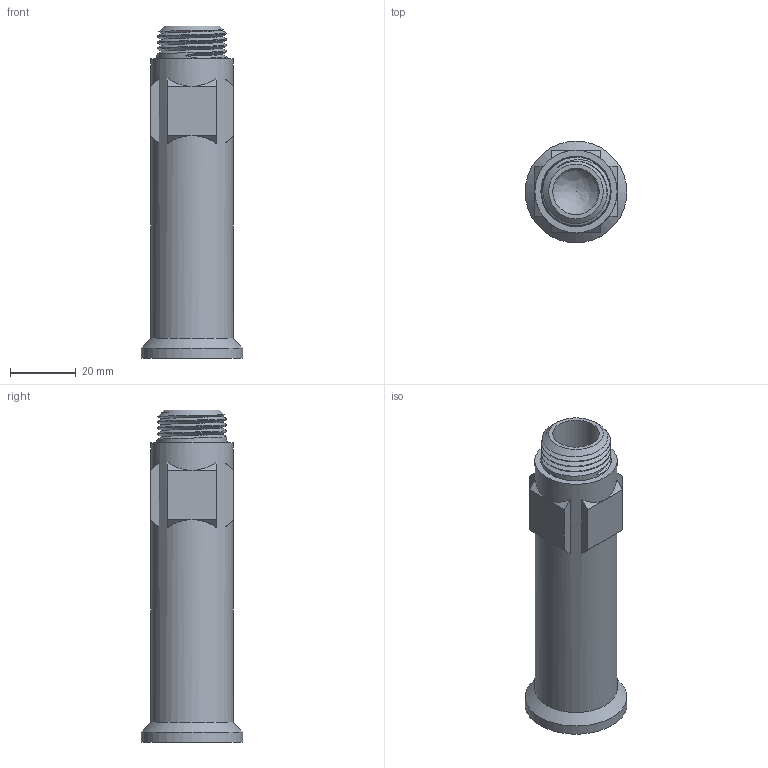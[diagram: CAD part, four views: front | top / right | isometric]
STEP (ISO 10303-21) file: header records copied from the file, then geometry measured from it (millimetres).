
FILE_DESCRIPTION(/* description */ (''),/* implementation_level */ '2;1');
FILE_NAME(/* name */ 'tube_042.step',/* time_stamp */ '2025-08-28T18:05:05-06:00',/* author */ (''),/* organization */ (''),/* preprocessor_version */ 'ST-DEVELOPER v20.1',/* originating_system */ 'Autodesk Translation Framework v14.10.0.0',/* authorisation */ '');
FILE_SCHEMA (('AUTOMOTIVE_DESIGN { 1 0 10303 214 3 1 1 }'));
Length unit declared in the file: millimetre
Products named in the file (1): Pressure Tube
Bounding box: 30.9 x 30.9 x 100.8 mm (x, y, z)
Volume: 26690.5 mm3; surface area: 15029.4 mm2
Topology: 1 solids, 1 shells, 116 faces, 300 edges, 196 vertices
Faces by surface type: plane 60, bspline 42, cone 8, cylinder 6
Full cylindrical faces by diameter (mm): 14.107 x1, 18.396 x1, 25 x1, 30.9 x1
Entity records: 6630 total; most frequent: CARTESIAN_POINT 4040, ORIENTED_EDGE 598, DIRECTION 395, EDGE_CURVE 299, VERTEX_POINT 196, LINE 167, VECTOR 167, EDGE_LOOP 127
